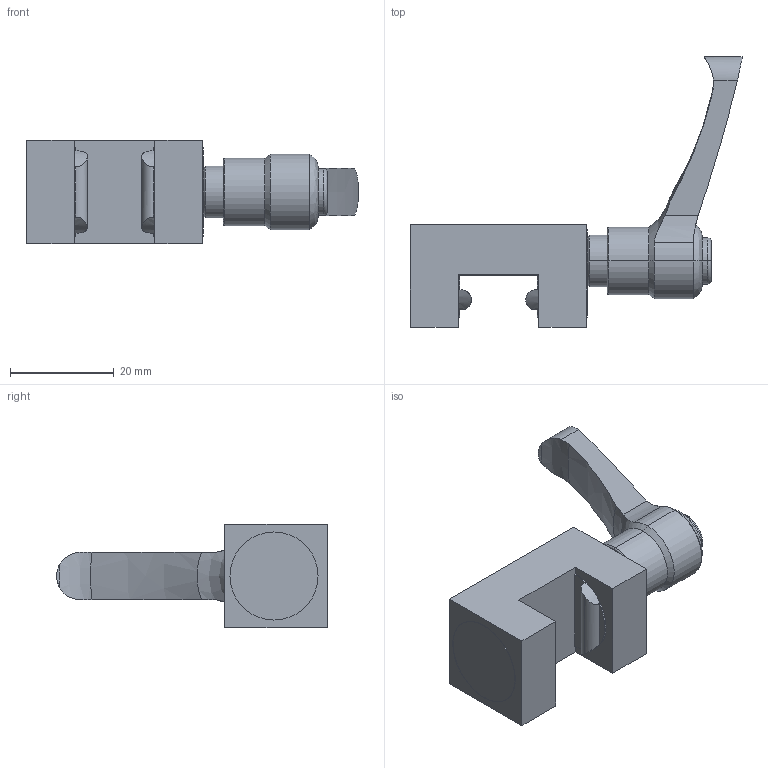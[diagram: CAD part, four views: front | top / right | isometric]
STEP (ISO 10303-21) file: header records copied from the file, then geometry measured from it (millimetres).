
FILE_DESCRIPTION (( 'STEP AP214' ), '1' );
FILE_NAME ('dHK15-Rollco.step', '2022-01-07T08:16:32', ( '' ), ( '' ), 'SwSTEP 2.0', 'SolidWorks 2010', '' );
FILE_SCHEMA (( 'AUTOMOTIVE_DESIGN' ));
Length unit declared in the file: millimetre
Products named in the file (3): 1; 2; dHK15-Rollco
Assembly tree (2 placements, depth 2):
  dHK15-Rollco
    2
    1
Bounding box: 64.08 x 52.25 x 20 mm (x, y, z)
Volume: 15076.6 mm3; surface area: 6212.1 mm2
Topology: 2 solids, 2 shells, 103 faces, 255 edges, 158 vertices
Faces by surface type: cylinder 48, plane 25, cone 18, bspline 12
Entity records: 3456 total; most frequent: CARTESIAN_POINT 952, DIRECTION 528, ORIENTED_EDGE 494, EDGE_CURVE 247, AXIS2_PLACEMENT_3D 214, VERTEX_POINT 158, CIRCLE 118, EDGE_LOOP 113
